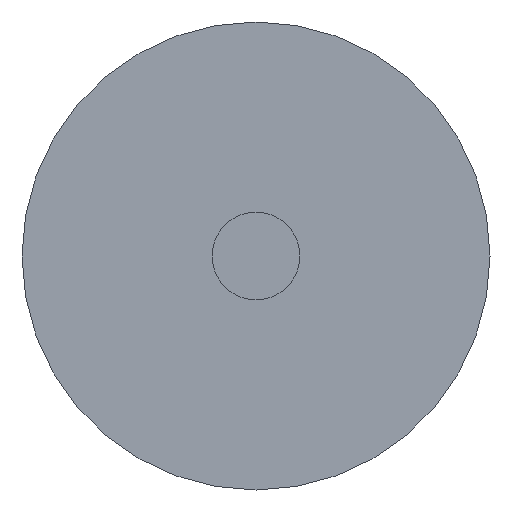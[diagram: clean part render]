
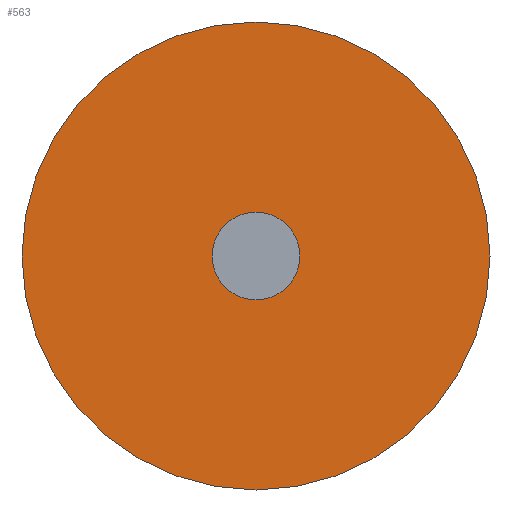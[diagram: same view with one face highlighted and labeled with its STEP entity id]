
A CAD part, front view. The second image highlights one B-rep face of the part: STEP entity #563.
In plain terms, the highlighted planar face has unit normal (0, -1, 0).
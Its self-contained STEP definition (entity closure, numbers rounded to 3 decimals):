
#179 = VERTEX_POINT ( 'NONE', #1396 ) ;
#224 = ORIENTED_EDGE ( 'NONE', *, *, #437, .T. ) ;
#226 = ORIENTED_EDGE ( 'NONE', *, *, #565, .F. ) ;
#318 = VERTEX_POINT ( 'NONE', #1667 ) ;
#344 = VERTEX_POINT ( 'NONE', #1633 ) ;
#346 = EDGE_CURVE ( 'NONE', #179, #450, #1632, .T. ) ;
#437 = EDGE_CURVE ( 'NONE', #318, #344, #2031, .T. ) ;
#450 = VERTEX_POINT ( 'NONE', #2111 ) ;
#559 = EDGE_CURVE ( 'NONE', #344, #318, #2427, .T. ) ;
#563 = ADVANCED_FACE ( 'NONE', ( #2350, #2343 ), #2351, .T. ) ;
#564 = ORIENTED_EDGE ( 'NONE', *, *, #346, .F. ) ;
#565 = EDGE_CURVE ( 'NONE', #450, #179, #2345, .T. ) ;
#568 = EDGE_LOOP ( 'NONE', ( #224, #696 ) ) ;
#575 = EDGE_LOOP ( 'NONE', ( #226, #564 ) ) ;
#696 = ORIENTED_EDGE ( 'NONE', *, *, #559, .T. ) ;
#1396 = CARTESIAN_POINT ( 'NONE',  ( 0., 0., 7.5 ) ) ;
#1629 = CARTESIAN_POINT ( 'NONE',  ( 0., 0., 0. ) ) ;
#1632 = CIRCLE ( 'NONE', #1639, 7.5 ) ;
#1633 = CARTESIAN_POINT ( 'NONE',  ( 0., 0., 40. ) ) ;
#1639 = AXIS2_PLACEMENT_3D ( 'NONE', #1629, #1685, #1666 ) ;
#1666 = DIRECTION ( 'NONE',  ( 0., 0., -1. ) ) ;
#1667 = CARTESIAN_POINT ( 'NONE',  ( 0., 0., -40. ) ) ;
#1685 = DIRECTION ( 'NONE',  ( 0., -1., 0. ) ) ;
#2031 = CIRCLE ( 'NONE', #2126, 40. ) ;
#2032 = CARTESIAN_POINT ( 'NONE',  ( 0., 0., 0. ) ) ;
#2111 = CARTESIAN_POINT ( 'NONE',  ( 0., 0., -7.5 ) ) ;
#2118 = DIRECTION ( 'NONE',  ( 0., 0., -1. ) ) ;
#2119 = DIRECTION ( 'NONE',  ( 0., -1., 0. ) ) ;
#2126 = AXIS2_PLACEMENT_3D ( 'NONE', #2032, #2119, #2118 ) ;
#2337 = DIRECTION ( 'NONE',  ( 0., 0., -1. ) ) ;
#2338 = DIRECTION ( 'NONE',  ( 0., -1., 0. ) ) ;
#2339 = CARTESIAN_POINT ( 'NONE',  ( 0., 0., 0. ) ) ;
#2340 = AXIS2_PLACEMENT_3D ( 'NONE', #2339, #2338, #2337 ) ;
#2343 = FACE_OUTER_BOUND ( 'NONE', #568, .T. ) ;
#2344 = AXIS2_PLACEMENT_3D ( 'NONE', #2346, #2422, #2421 ) ;
#2345 = CIRCLE ( 'NONE', #2340, 7.5 ) ;
#2346 = CARTESIAN_POINT ( 'NONE',  ( 0., 0., 0. ) ) ;
#2350 = FACE_BOUND ( 'NONE', #575, .T. ) ;
#2351 = PLANE ( 'NONE',  #2344 ) ;
#2352 = AXIS2_PLACEMENT_3D ( 'NONE', #2426, #2425, #2424 ) ;
#2421 = DIRECTION ( 'NONE',  ( 0., 0., -1. ) ) ;
#2422 = DIRECTION ( 'NONE',  ( 0., -1., 0. ) ) ;
#2424 = DIRECTION ( 'NONE',  ( 0., 0., -1. ) ) ;
#2425 = DIRECTION ( 'NONE',  ( 0., -1., 0. ) ) ;
#2426 = CARTESIAN_POINT ( 'NONE',  ( 0., 0., 0. ) ) ;
#2427 = CIRCLE ( 'NONE', #2352, 40. ) ;
